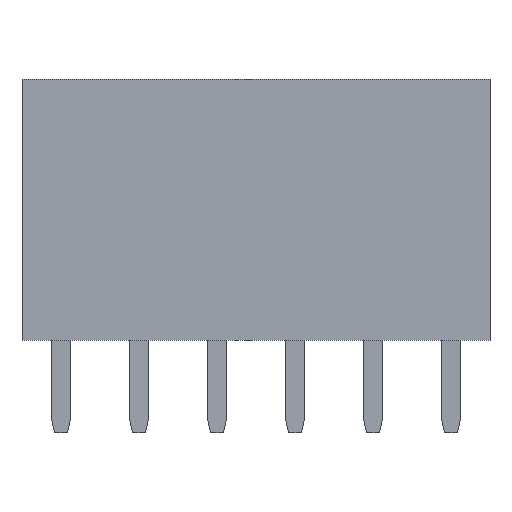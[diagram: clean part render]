
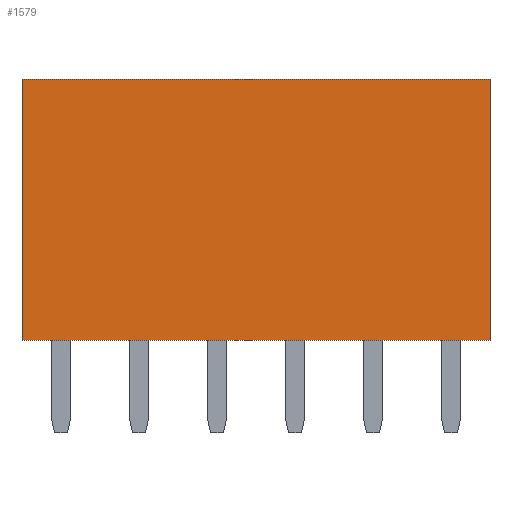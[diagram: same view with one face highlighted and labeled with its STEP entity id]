
A CAD part, left-side view. The second image highlights one B-rep face of the part: STEP entity #1579.
In plain terms, the highlighted planar face has unit normal (-1, 0, 0).
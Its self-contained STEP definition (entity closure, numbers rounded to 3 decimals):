
#861 = VERTEX_POINT('',#862);
#862 = CARTESIAN_POINT('',(-1.25,1.27,0.));
#870 = EDGE_CURVE('',#861,#871,#873,.T.);
#871 = VERTEX_POINT('',#872);
#872 = CARTESIAN_POINT('',(-1.25,1.27,8.5));
#873 = LINE('',#874,#875);
#874 = CARTESIAN_POINT('',(-1.25,1.27,0.));
#875 = VECTOR('',#876,1.);
#876 = DIRECTION('',(0.,0.,1.));
#951 = EDGE_CURVE('',#952,#861,#954,.T.);
#952 = VERTEX_POINT('',#953);
#953 = CARTESIAN_POINT('',(-1.25,-13.97,0.));
#954 = LINE('',#955,#956);
#955 = CARTESIAN_POINT('',(-1.25,-13.97,0.));
#956 = VECTOR('',#957,1.);
#957 = DIRECTION('',(0.,1.,0.));
#1356 = EDGE_CURVE('',#1357,#871,#1359,.T.);
#1357 = VERTEX_POINT('',#1358);
#1358 = CARTESIAN_POINT('',(-1.25,-13.97,8.5));
#1359 = LINE('',#1360,#1361);
#1360 = CARTESIAN_POINT('',(-1.25,-13.97,8.5));
#1361 = VECTOR('',#1362,1.);
#1362 = DIRECTION('',(0.,1.,0.));
#1579 = ADVANCED_FACE('',(#1580),#1591,.T.);
#1580 = FACE_BOUND('',#1581,.T.);
#1581 = EDGE_LOOP('',(#1582,#1588,#1589,#1590));
#1582 = ORIENTED_EDGE('',*,*,#1583,.T.);
#1583 = EDGE_CURVE('',#952,#1357,#1584,.T.);
#1584 = LINE('',#1585,#1586);
#1585 = CARTESIAN_POINT('',(-1.25,-13.97,0.));
#1586 = VECTOR('',#1587,1.);
#1587 = DIRECTION('',(0.,0.,1.));
#1588 = ORIENTED_EDGE('',*,*,#1356,.T.);
#1589 = ORIENTED_EDGE('',*,*,#870,.F.);
#1590 = ORIENTED_EDGE('',*,*,#951,.F.);
#1591 = PLANE('',#1592);
#1592 = AXIS2_PLACEMENT_3D('',#1593,#1594,#1595);
#1593 = CARTESIAN_POINT('',(-1.25,-13.97,0.));
#1594 = DIRECTION('',(-1.,0.,0.));
#1595 = DIRECTION('',(0.,1.,0.));
